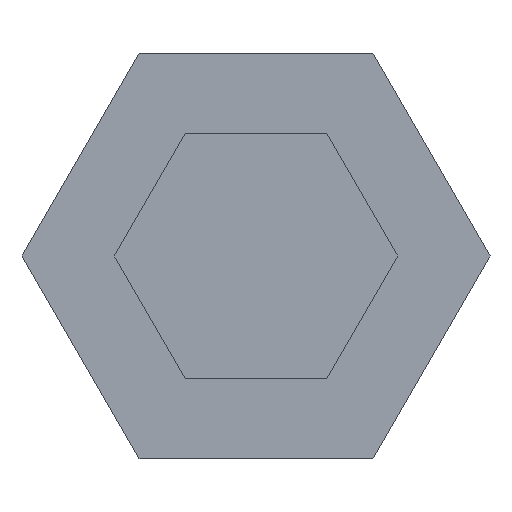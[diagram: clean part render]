
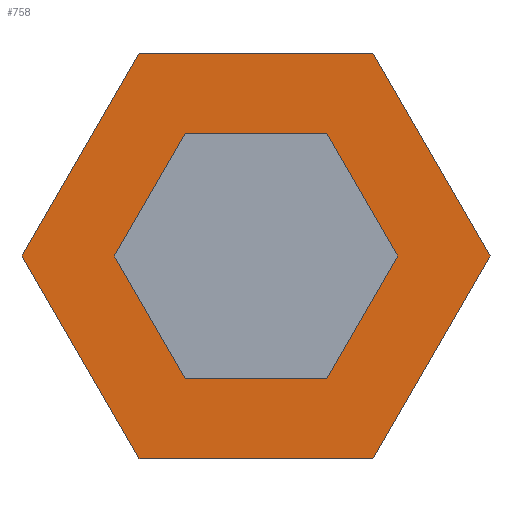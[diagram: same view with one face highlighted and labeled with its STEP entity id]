
A CAD part, front view. The second image highlights one B-rep face of the part: STEP entity #758.
In plain terms, the highlighted planar face has unit normal (0, -1, 0).
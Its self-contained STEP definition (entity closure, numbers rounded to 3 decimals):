
#35 = EDGE_CURVE ( 'NONE', #772, #344, #495, .T. ) ;
#49 = CARTESIAN_POINT ( 'NONE',  ( 7.563, 0., 0. ) ) ;
#72 = ORIENTED_EDGE ( 'NONE', *, *, #318, .F. ) ;
#79 = ORIENTED_EDGE ( 'NONE', *, *, #35, .T. ) ;
#89 = EDGE_CURVE ( 'NONE', #344, #302, #830, .T. ) ;
#103 = FACE_OUTER_BOUND ( 'NONE', #947, .T. ) ;
#107 = LINE ( 'NONE', #541, #797 ) ;
#137 = DIRECTION ( 'NONE',  ( -0.5, 0., 0.866 ) ) ;
#140 = VECTOR ( 'NONE', #598, 1000. ) ;
#146 = EDGE_CURVE ( 'NONE', #211, #893, #904, .T. ) ;
#185 = CARTESIAN_POINT ( 'NONE',  ( -3.782, 0., 6.55 ) ) ;
#200 = PLANE ( 'NONE',  #1057 ) ;
#204 = DIRECTION ( 'NONE',  ( 1., 0., 0. ) ) ;
#211 = VERTEX_POINT ( 'NONE', #818 ) ;
#218 = DIRECTION ( 'NONE',  ( -0.5, 0., -0.866 ) ) ;
#219 = CARTESIAN_POINT ( 'NONE',  ( 3.782, 0., 6.55 ) ) ;
#235 = EDGE_CURVE ( 'NONE', #1112, #264, #387, .T. ) ;
#242 = VECTOR ( 'NONE', #445, 1000. ) ;
#258 = VERTEX_POINT ( 'NONE', #588 ) ;
#264 = VERTEX_POINT ( 'NONE', #771 ) ;
#282 = EDGE_CURVE ( 'NONE', #753, #258, #412, .T. ) ;
#285 = ORIENTED_EDGE ( 'NONE', *, *, #282, .T. ) ;
#302 = VERTEX_POINT ( 'NONE', #1017 ) ;
#314 = LINE ( 'NONE', #671, #140 ) ;
#318 = EDGE_CURVE ( 'NONE', #842, #1112, #314, .T. ) ;
#329 = CARTESIAN_POINT ( 'NONE',  ( 7.563, 0., 0. ) ) ;
#332 = ORIENTED_EDGE ( 'NONE', *, *, #482, .T. ) ;
#336 = VERTEX_POINT ( 'NONE', #1107 ) ;
#339 = EDGE_CURVE ( 'NONE', #302, #753, #937, .T. ) ;
#344 = VERTEX_POINT ( 'NONE', #329 ) ;
#376 = DIRECTION ( 'NONE',  ( 0., 0., 1. ) ) ;
#378 = DIRECTION ( 'NONE',  ( -0.5, 0., 0.866 ) ) ;
#380 = CARTESIAN_POINT ( 'NONE',  ( -3.782, 0., -6.55 ) ) ;
#383 = VECTOR ( 'NONE', #653, 1000. ) ;
#386 = ORIENTED_EDGE ( 'NONE', *, *, #235, .F. ) ;
#387 = LINE ( 'NONE', #1003, #438 ) ;
#412 = LINE ( 'NONE', #500, #643 ) ;
#415 = VECTOR ( 'NONE', #204, 1000. ) ;
#425 = LINE ( 'NONE', #781, #459 ) ;
#438 = VECTOR ( 'NONE', #218, 1000. ) ;
#445 = DIRECTION ( 'NONE',  ( 1., 0., 0. ) ) ;
#454 = FACE_BOUND ( 'NONE', #799, .T. ) ;
#459 = VECTOR ( 'NONE', #609, 1000. ) ;
#482 = EDGE_CURVE ( 'NONE', #258, #590, #107, .T. ) ;
#495 = LINE ( 'NONE', #219, #383 ) ;
#500 = CARTESIAN_POINT ( 'NONE',  ( -3.782, 0., -6.55 ) ) ;
#536 = LINE ( 'NONE', #185, #242 ) ;
#541 = CARTESIAN_POINT ( 'NONE',  ( -7.563, 0., 0. ) ) ;
#582 = CARTESIAN_POINT ( 'NONE',  ( -12.5, 0., 0. ) ) ;
#588 = CARTESIAN_POINT ( 'NONE',  ( -7.563, 0., 0. ) ) ;
#590 = VERTEX_POINT ( 'NONE', #737 ) ;
#598 = DIRECTION ( 'NONE',  ( 0.5, 0., -0.866 ) ) ;
#609 = DIRECTION ( 'NONE',  ( 0.5, 0., 0.866 ) ) ;
#629 = DIRECTION ( 'NONE',  ( -1., 0., 0. ) ) ;
#633 = ORIENTED_EDGE ( 'NONE', *, *, #782, .F. ) ;
#643 = VECTOR ( 'NONE', #137, 1000. ) ;
#653 = DIRECTION ( 'NONE',  ( 0.5, 0., -0.866 ) ) ;
#671 = CARTESIAN_POINT ( 'NONE',  ( 6.25, 0., 10.825 ) ) ;
#673 = ORIENTED_EDGE ( 'NONE', *, *, #918, .T. ) ;
#675 = DIRECTION ( 'NONE',  ( -1., 0., 0. ) ) ;
#678 = ORIENTED_EDGE ( 'NONE', *, *, #713, .F. ) ;
#682 = CARTESIAN_POINT ( 'NONE',  ( 6.25, 0., 10.825 ) ) ;
#707 = ORIENTED_EDGE ( 'NONE', *, *, #146, .F. ) ;
#713 = EDGE_CURVE ( 'NONE', #336, #842, #900, .T. ) ;
#733 = ORIENTED_EDGE ( 'NONE', *, *, #89, .T. ) ;
#737 = CARTESIAN_POINT ( 'NONE',  ( -3.782, 0., 6.55 ) ) ;
#747 = DIRECTION ( 'NONE',  ( -0.5, 0., -0.866 ) ) ;
#753 = VERTEX_POINT ( 'NONE', #380 ) ;
#758 = ADVANCED_FACE ( 'NONE', ( #103, #454 ), #200, .F. ) ;
#771 = CARTESIAN_POINT ( 'NONE',  ( 6.25, 0., -10.825 ) ) ;
#772 = VERTEX_POINT ( 'NONE', #1082 ) ;
#781 = CARTESIAN_POINT ( 'NONE',  ( -12.5, 0., 0. ) ) ;
#782 = EDGE_CURVE ( 'NONE', #893, #336, #425, .T. ) ;
#797 = VECTOR ( 'NONE', #883, 1000. ) ;
#799 = EDGE_LOOP ( 'NONE', ( #733, #861, #285, #332, #673, #79 ) ) ;
#815 = DIRECTION ( 'NONE',  ( 0., 1., 0. ) ) ;
#818 = CARTESIAN_POINT ( 'NONE',  ( -6.25, 0., -10.825 ) ) ;
#821 = CARTESIAN_POINT ( 'NONE',  ( 0., 0., 0. ) ) ;
#830 = LINE ( 'NONE', #49, #1105 ) ;
#842 = VERTEX_POINT ( 'NONE', #682 ) ;
#861 = ORIENTED_EDGE ( 'NONE', *, *, #339, .T. ) ;
#870 = LINE ( 'NONE', #1135, #931 ) ;
#883 = DIRECTION ( 'NONE',  ( 0.5, 0., 0.866 ) ) ;
#893 = VERTEX_POINT ( 'NONE', #582 ) ;
#900 = LINE ( 'NONE', #992, #415 ) ;
#904 = LINE ( 'NONE', #1075, #1087 ) ;
#918 = EDGE_CURVE ( 'NONE', #590, #772, #536, .T. ) ;
#927 = CARTESIAN_POINT ( 'NONE',  ( 3.782, 0., -6.55 ) ) ;
#931 = VECTOR ( 'NONE', #629, 1000. ) ;
#935 = EDGE_CURVE ( 'NONE', #264, #211, #870, .T. ) ;
#937 = LINE ( 'NONE', #927, #967 ) ;
#947 = EDGE_LOOP ( 'NONE', ( #72, #678, #633, #707, #1109, #386 ) ) ;
#951 = CARTESIAN_POINT ( 'NONE',  ( 12.5, 0., 0. ) ) ;
#967 = VECTOR ( 'NONE', #675, 1000. ) ;
#992 = CARTESIAN_POINT ( 'NONE',  ( -6.25, 0., 10.825 ) ) ;
#1003 = CARTESIAN_POINT ( 'NONE',  ( 12.5, 0., 0. ) ) ;
#1017 = CARTESIAN_POINT ( 'NONE',  ( 3.782, 0., -6.55 ) ) ;
#1057 = AXIS2_PLACEMENT_3D ( 'NONE', #821, #815, #376 ) ;
#1075 = CARTESIAN_POINT ( 'NONE',  ( -6.25, 0., -10.825 ) ) ;
#1082 = CARTESIAN_POINT ( 'NONE',  ( 3.782, 0., 6.55 ) ) ;
#1087 = VECTOR ( 'NONE', #378, 1000. ) ;
#1105 = VECTOR ( 'NONE', #747, 1000. ) ;
#1107 = CARTESIAN_POINT ( 'NONE',  ( -6.25, 0., 10.825 ) ) ;
#1109 = ORIENTED_EDGE ( 'NONE', *, *, #935, .F. ) ;
#1112 = VERTEX_POINT ( 'NONE', #951 ) ;
#1135 = CARTESIAN_POINT ( 'NONE',  ( 6.25, 0., -10.825 ) ) ;
